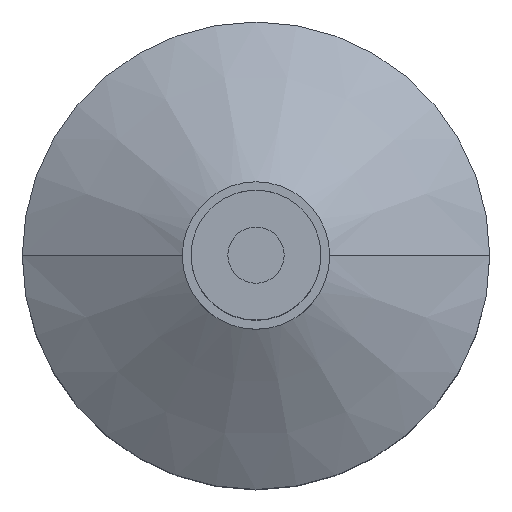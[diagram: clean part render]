
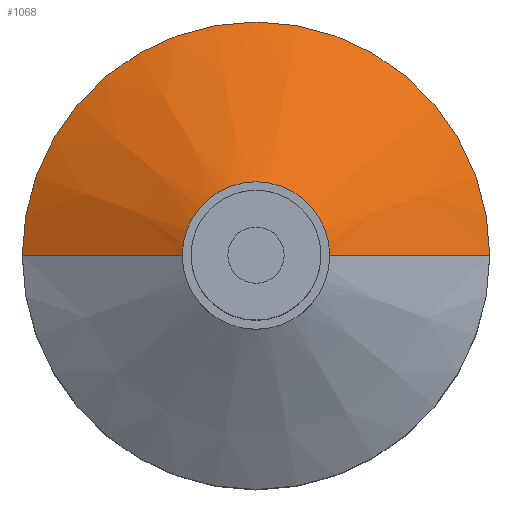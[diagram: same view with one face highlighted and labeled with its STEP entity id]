
A CAD part, top view. The second image highlights one B-rep face of the part: STEP entity #1068.
In plain terms, the highlighted conical face has half-angle 59.47 degrees and reference radius 39.63 mm.
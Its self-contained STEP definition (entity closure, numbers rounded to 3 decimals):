
#64 = CONICAL_SURFACE ( 'NONE', #2800, 39.63, 1.038 ) ;
#119 = CARTESIAN_POINT ( 'NONE',  ( 12.5, 0., -38. ) ) ;
#132 = DIRECTION ( 'NONE',  ( 0., 0., -1. ) ) ;
#201 = ORIENTED_EDGE ( 'NONE', *, *, #1505, .F. ) ;
#271 = VERTEX_POINT ( 'NONE', #1212 ) ;
#356 = LINE ( 'NONE', #685, #1481 ) ;
#371 = DIRECTION ( 'NONE',  ( -1., 0., 0. ) ) ;
#416 = DIRECTION ( 'NONE',  ( 0.861, 0., -0.508 ) ) ;
#423 = DIRECTION ( 'NONE',  ( 0., 0., -1. ) ) ;
#425 = VERTEX_POINT ( 'NONE', #119 ) ;
#434 = CARTESIAN_POINT ( 'NONE',  ( 39.63, 0., -54. ) ) ;
#462 = DIRECTION ( 'NONE',  ( -0.861, 0., -0.508 ) ) ;
#567 = VERTEX_POINT ( 'NONE', #434 ) ;
#685 = CARTESIAN_POINT ( 'NONE',  ( -39.63, 0., -54. ) ) ;
#693 = EDGE_CURVE ( 'NONE', #2013, #271, #356, .T. ) ;
#797 = CIRCLE ( 'NONE', #932, 12.5 ) ;
#837 = AXIS2_PLACEMENT_3D ( 'NONE', #1718, #423, #2462 ) ;
#868 = ORIENTED_EDGE ( 'NONE', *, *, #693, .F. ) ;
#873 = CIRCLE ( 'NONE', #837, 39.63 ) ;
#932 = AXIS2_PLACEMENT_3D ( 'NONE', #1458, #2613, #1480 ) ;
#1026 = ORIENTED_EDGE ( 'NONE', *, *, #1805, .T. ) ;
#1068 = ADVANCED_FACE ( 'NONE', ( #1717 ), #64, .T. ) ;
#1153 = EDGE_LOOP ( 'NONE', ( #1026, #1214, #201, #868 ) ) ;
#1210 = EDGE_CURVE ( 'NONE', #425, #567, #1819, .T. ) ;
#1212 = CARTESIAN_POINT ( 'NONE',  ( -39.63, 0., -54. ) ) ;
#1214 = ORIENTED_EDGE ( 'NONE', *, *, #1210, .T. ) ;
#1458 = CARTESIAN_POINT ( 'NONE',  ( 0., 0., -38. ) ) ;
#1480 = DIRECTION ( 'NONE',  ( -1., 0., 0. ) ) ;
#1481 = VECTOR ( 'NONE', #462, 1000. ) ;
#1505 = EDGE_CURVE ( 'NONE', #271, #567, #873, .T. ) ;
#1531 = CARTESIAN_POINT ( 'NONE',  ( 39.63, 0., -54. ) ) ;
#1589 = VECTOR ( 'NONE', #416, 1000. ) ;
#1717 = FACE_OUTER_BOUND ( 'NONE', #1153, .T. ) ;
#1718 = CARTESIAN_POINT ( 'NONE',  ( 0., 0., -54. ) ) ;
#1805 = EDGE_CURVE ( 'NONE', #2013, #425, #797, .T. ) ;
#1819 = LINE ( 'NONE', #1531, #1589 ) ;
#1910 = CARTESIAN_POINT ( 'NONE',  ( 0., 0., -54. ) ) ;
#2013 = VERTEX_POINT ( 'NONE', #2689 ) ;
#2462 = DIRECTION ( 'NONE',  ( -1., 0., 0. ) ) ;
#2613 = DIRECTION ( 'NONE',  ( 0., 0., -1. ) ) ;
#2689 = CARTESIAN_POINT ( 'NONE',  ( -12.5, 0., -38. ) ) ;
#2800 = AXIS2_PLACEMENT_3D ( 'NONE', #1910, #132, #371 ) ;
